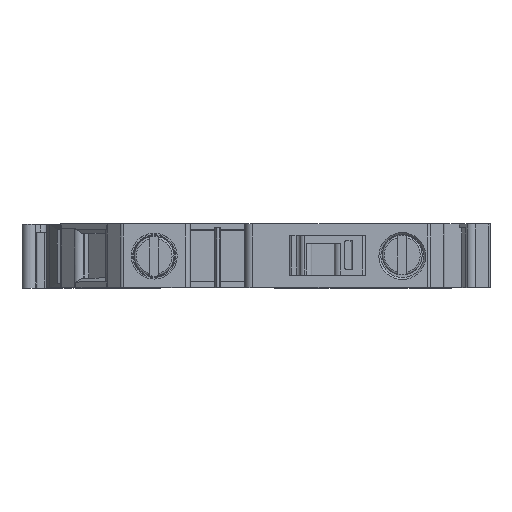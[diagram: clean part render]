
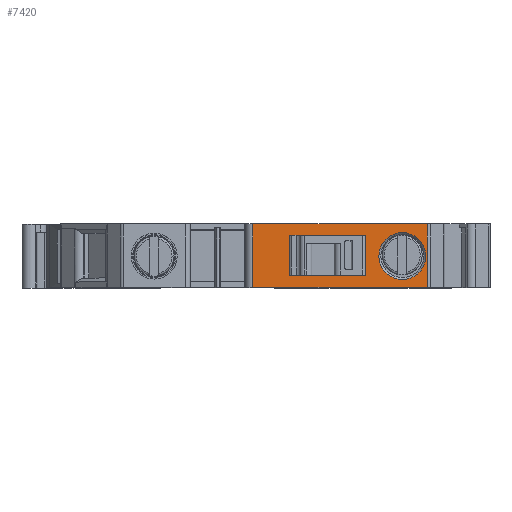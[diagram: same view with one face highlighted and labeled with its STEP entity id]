
A CAD part, top view. The second image highlights one B-rep face of the part: STEP entity #7420.
In plain terms, the highlighted planar face has unit normal (0, 0, 1).
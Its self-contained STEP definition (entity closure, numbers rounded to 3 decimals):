
#282=CIRCLE('',#7872,2.95);
#1493=ORIENTED_EDGE('',*,*,#2484,.T.);
#1494=ORIENTED_EDGE('',*,*,#1979,.T.);
#1495=ORIENTED_EDGE('',*,*,#2483,.T.);
#1496=ORIENTED_EDGE('',*,*,#2076,.F.);
#1497=ORIENTED_EDGE('',*,*,#1962,.T.);
#1498=ORIENTED_EDGE('',*,*,#1973,.T.);
#1499=ORIENTED_EDGE('',*,*,#1976,.F.);
#1500=ORIENTED_EDGE('',*,*,#1966,.T.);
#1501=ORIENTED_EDGE('',*,*,#2486,.T.);
#1962=EDGE_CURVE('',#2707,#2708,#3227,.T.);
#1966=EDGE_CURVE('',#2711,#2707,#3230,.T.);
#1973=EDGE_CURVE('',#2708,#2717,#3237,.F.);
#1976=EDGE_CURVE('',#2711,#2717,#3239,.T.);
#1979=EDGE_CURVE('',#2721,#2720,#3241,.T.);
#2076=EDGE_CURVE('',#2814,#2816,#3289,.T.);
#2483=EDGE_CURVE('',#2720,#2816,#3608,.T.);
#2484=EDGE_CURVE('',#2814,#2721,#3609,.F.);
#2486=EDGE_CURVE('',#3055,#3055,#282,.T.);
#2707=VERTEX_POINT('',#9819);
#2708=VERTEX_POINT('',#9820);
#2711=VERTEX_POINT('',#9828);
#2717=VERTEX_POINT('',#9842);
#2720=VERTEX_POINT('',#9852);
#2721=VERTEX_POINT('',#9854);
#2814=VERTEX_POINT('',#10044);
#2816=VERTEX_POINT('',#10047);
#3055=VERTEX_POINT('',#10863);
#3227=LINE('',#9818,#3737);
#3230=LINE('',#9827,#3740);
#3237=LINE('',#9841,#3747);
#3239=LINE('',#9847,#3749);
#3241=LINE('',#9853,#3751);
#3289=LINE('',#10046,#3799);
#3608=LINE('',#10856,#4118);
#3609=LINE('',#10858,#4119);
#3737=VECTOR('',#8192,1000.);
#3740=VECTOR('',#8199,1000.);
#3747=VECTOR('',#8208,1000.);
#3749=VECTOR('',#8214,1000.);
#3751=VECTOR('',#8220,1000.);
#3799=VECTOR('',#8368,1000.);
#4118=VECTOR('',#9193,1000.);
#4119=VECTOR('',#9196,1000.);
#4393=EDGE_LOOP('',(#1493,#1494,#1495,#1496));
#4394=EDGE_LOOP('',(#1497,#1498,#1499,#1500));
#4395=EDGE_LOOP('',(#1501));
#4764=FACE_BOUND('',#4393,.T.);
#4765=FACE_BOUND('',#4394,.T.);
#4766=FACE_BOUND('',#4395,.T.);
#5049=PLANE('',#7882);
#7420=ADVANCED_FACE('',(#4764,#4765,#4766),#5049,.F.);
#7872=AXIS2_PLACEMENT_3D('',#10862,#9201,#9202);
#7882=AXIS2_PLACEMENT_3D('',#10878,#9224,#9225);
#8192=DIRECTION('',(1.,0.,0.));
#8199=DIRECTION('',(0.,1.,0.));
#8208=DIRECTION('',(0.,1.,0.));
#8214=DIRECTION('',(1.,0.,0.));
#8220=DIRECTION('',(1.,0.,0.));
#8368=DIRECTION('',(1.,0.,0.));
#9193=DIRECTION('',(0.,1.,0.));
#9196=DIRECTION('',(0.,1.,0.));
#9201=DIRECTION('',(0.,0.,-1.));
#9202=DIRECTION('',(-1.,0.,0.));
#9224=DIRECTION('',(0.,0.,-1.));
#9225=DIRECTION('',(-1.,0.,0.));
#9818=CARTESIAN_POINT('',(1.815,1.85,17.8));
#9819=CARTESIAN_POINT('',(0.565,1.85,17.8));
#9820=CARTESIAN_POINT('',(8.195,1.85,17.8));
#9827=CARTESIAN_POINT('',(0.565,2.85,17.8));
#9828=CARTESIAN_POINT('',(0.565,-1.15,17.8));
#9841=CARTESIAN_POINT('',(8.195,-2.15,17.8));
#9842=CARTESIAN_POINT('',(8.195,-1.15,17.8));
#9847=CARTESIAN_POINT('',(1.815,-1.15,17.8));
#9852=CARTESIAN_POINT('',(17.865,-3.7,17.8));
#9853=CARTESIAN_POINT('',(-40.,-3.7,17.8));
#9854=CARTESIAN_POINT('',(-4.075,-3.7,17.8));
#10044=CARTESIAN_POINT('',(-4.075,4.3,17.8));
#10046=CARTESIAN_POINT('',(-40.,4.3,17.8));
#10047=CARTESIAN_POINT('',(17.865,4.3,17.8));
#10856=CARTESIAN_POINT('',(17.865,4.3,17.8));
#10858=CARTESIAN_POINT('',(-4.075,4.3,17.8));
#10862=CARTESIAN_POINT('',(14.72,0.25,17.8));
#10863=CARTESIAN_POINT('',(11.77,0.25,17.8));
#10878=CARTESIAN_POINT('',(-40.,4.3,17.8));
